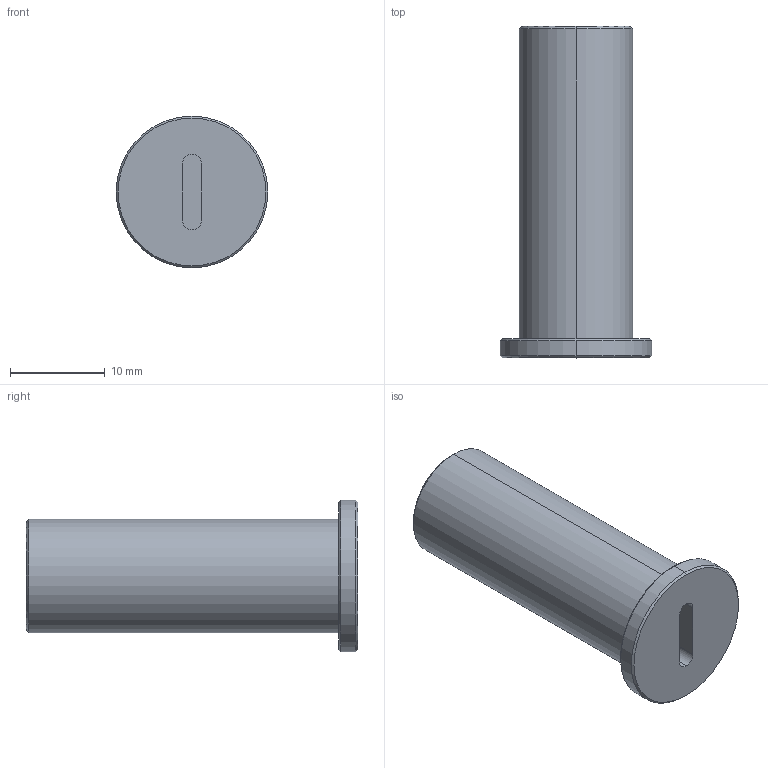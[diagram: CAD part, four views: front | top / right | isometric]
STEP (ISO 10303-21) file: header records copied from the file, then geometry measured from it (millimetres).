
FILE_DESCRIPTION (( 'STEP AP214' ), '1' );
FILE_NAME ('calf_thigh_I.STEP', '2026-01-14T06:48:04', ( '' ), ( '' ), 'SwSTEP 2.0', 'SolidWorks 2023', '' );
FILE_SCHEMA (( 'AUTOMOTIVE_DESIGN' ));
Length unit declared in the file: millimetre
Products named in the file (1): calf_thigh_I
Bounding box: 16 x 35 x 16 mm (x, y, z)
Volume: 3987 mm3; surface area: 1899 mm2
Topology: 1 solids, 1 shells, 25 faces, 53 edges, 31 vertices
Faces by surface type: cone 10, cylinder 9, plane 6
Entity records: 682 total; most frequent: DIRECTION 129, CARTESIAN_POINT 108, ORIENTED_EDGE 102, AXIS2_PLACEMENT_3D 52, EDGE_CURVE 51, VERTEX_POINT 31, EDGE_LOOP 28, CIRCLE 26
